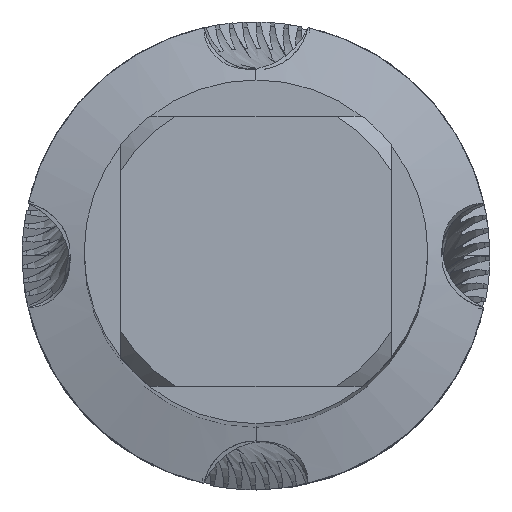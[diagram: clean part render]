
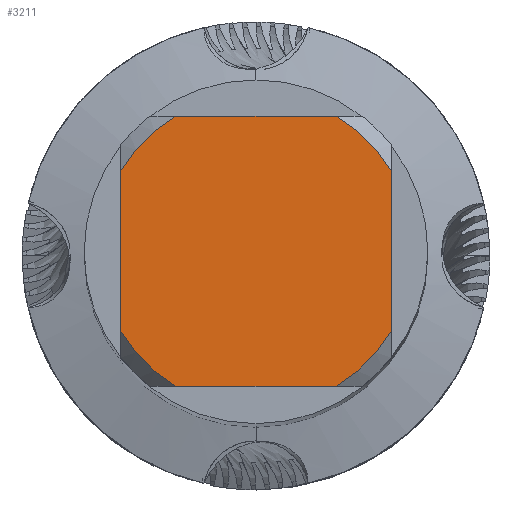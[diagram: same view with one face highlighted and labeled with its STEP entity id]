
A CAD part, top view. The second image highlights one B-rep face of the part: STEP entity #3211.
In plain terms, the highlighted planar face has unit normal (0, 0, 1).
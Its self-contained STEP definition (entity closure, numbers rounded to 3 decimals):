
#2045=EDGE_CURVE('',#2657,#2075,#5786,.T.);
#2069=VERTEX_POINT('',#5811);
#2075=VERTEX_POINT('',#5817);
#2561=EDGE_CURVE('',#2691,#5359,#6341,.T.);
#2657=VERTEX_POINT('',#6446);
#2691=VERTEX_POINT('',#6484);
#2747=EDGE_CURVE('',#2657,#4307,#6543,.T.);
#2925=EDGE_CURVE('',#2691,#2069,#6736,.T.);
#3211=ADVANCED_FACE('',(#7048),#7049,.T.);
#3263=EDGE_CURVE('',#4045,#2075,#7106,.T.);
#3629=VERTEX_POINT('',#7499);
#4041=EDGE_CURVE('',#3629,#4307,#7943,.T.);
#4045=VERTEX_POINT('',#7947);
#4307=VERTEX_POINT('',#8226);
#4453=EDGE_CURVE('',#4045,#5359,#8383,.T.);
#5025=EDGE_CURVE('',#3629,#2069,#9014,.T.);
#5359=VERTEX_POINT('',#9378);
#5786=CIRCLE('',#10430,6.4);
#5811=CARTESIAN_POINT('',(-5.5,-3.273,0.0));
#5817=CARTESIAN_POINT('',(5.5,3.273,0.0));
#6341=LINE('',#12433,#12434);
#6446=CARTESIAN_POINT('',(3.273,5.5,0.0));
#6484=CARTESIAN_POINT('',(-3.273,-5.5,0.0));
#6543=LINE('',#13049,#13050);
#6736=CIRCLE('',#13597,6.4);
#7048=FACE_OUTER_BOUND('',#14518,.T.);
#7049=PLANE('',#14519);
#7106=LINE('',#14774,#14775);
#7499=CARTESIAN_POINT('',(-5.5,3.273,0.0));
#7943=CIRCLE('',#17131,6.4);
#7947=CARTESIAN_POINT('',(5.5,-3.273,0.0));
#8226=CARTESIAN_POINT('',(-3.273,5.5,0.0));
#8383=CIRCLE('',#18582,6.4);
#9014=LINE('',#20655,#20656);
#9378=CARTESIAN_POINT('',(3.273,-5.5,0.0));
#10430=AXIS2_PLACEMENT_3D('',#22889,#22890,#22891);
#12433=CARTESIAN_POINT('',(0.0,-5.5,0.0));
#12434=VECTOR('',#23479,1.0);
#13049=CARTESIAN_POINT('',(0.0,5.5,0.0));
#13050=VECTOR('',#23678,1.0);
#13597=AXIS2_PLACEMENT_3D('',#23865,#23866,#23867);
#14518=EDGE_LOOP('',(#24158,#24159,#24160,#24161,#24162,#24163,#24164,#24165));
#14519=AXIS2_PLACEMENT_3D('',#24166,#24167,#24168);
#14774=CARTESIAN_POINT('',(5.5,1.6,0.0));
#14775=VECTOR('',#24224,1.0);
#17131=AXIS2_PLACEMENT_3D('',#24926,#24927,#24928);
#18582=AXIS2_PLACEMENT_3D('',#25334,#25335,#25336);
#20655=CARTESIAN_POINT('',(-5.5,1.6,0.0));
#20656=VECTOR('',#26064,1.0);
#22889=CARTESIAN_POINT('',(0.0,0.0,0.0));
#22890=DIRECTION('',(0.0,0.0,-1.0));
#22891=DIRECTION('',(0.0,1.0,0.0));
#23479=DIRECTION('',(1.0,0.0,0.0));
#23678=DIRECTION('',(-1.0,0.0,0.0));
#23865=CARTESIAN_POINT('',(0.0,0.0,0.0));
#23866=DIRECTION('',(0.0,0.0,-1.0));
#23867=DIRECTION('',(0.0,1.0,0.0));
#24158=ORIENTED_EDGE('',*,*,#5025,.T.);
#24159=ORIENTED_EDGE('',*,*,#2925,.F.);
#24160=ORIENTED_EDGE('',*,*,#2561,.T.);
#24161=ORIENTED_EDGE('',*,*,#4453,.F.);
#24162=ORIENTED_EDGE('',*,*,#3263,.T.);
#24163=ORIENTED_EDGE('',*,*,#2045,.F.);
#24164=ORIENTED_EDGE('',*,*,#2747,.T.);
#24165=ORIENTED_EDGE('',*,*,#4041,.F.);
#24166=CARTESIAN_POINT('',(0.0,3.2,0.0));
#24167=DIRECTION('',(-0.0,0.0,1.0));
#24168=DIRECTION('',(0.0,-1.0,0.0));
#24224=DIRECTION('',(-0.0,1.0,0.0));
#24926=CARTESIAN_POINT('',(0.0,0.0,0.0));
#24927=DIRECTION('',(0.0,0.0,-1.0));
#24928=DIRECTION('',(0.0,1.0,0.0));
#25334=CARTESIAN_POINT('',(0.0,0.0,0.0));
#25335=DIRECTION('',(0.0,0.0,-1.0));
#25336=DIRECTION('',(0.0,1.0,0.0));
#26064=DIRECTION('',(-0.0,-1.0,0.0));
